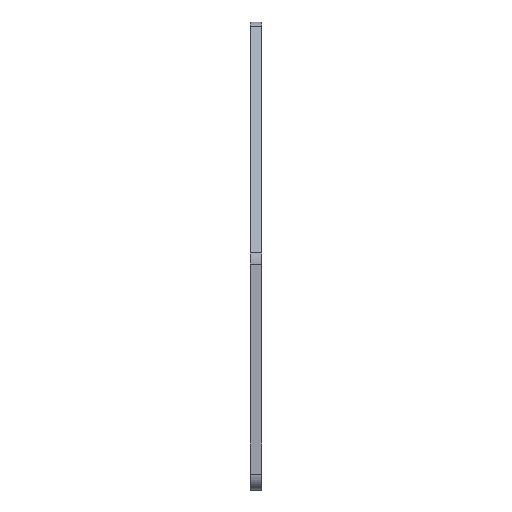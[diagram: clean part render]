
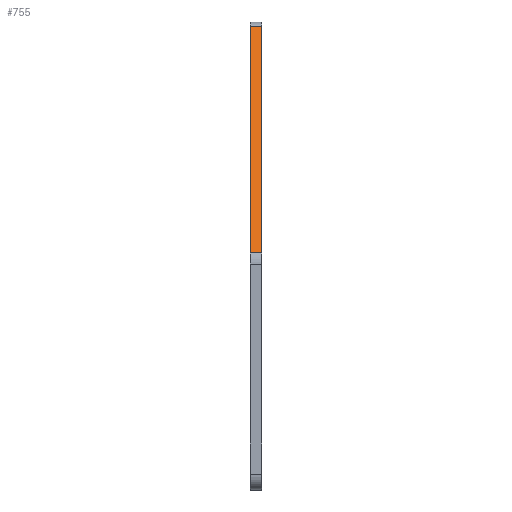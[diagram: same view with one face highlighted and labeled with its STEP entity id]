
A CAD part, left-side view. The second image highlights one B-rep face of the part: STEP entity #755.
In plain terms, the highlighted planar face has unit normal (-0.707, 0, 0.707).
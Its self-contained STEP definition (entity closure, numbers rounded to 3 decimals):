
#35 = ORIENTED_EDGE ( 'NONE', *, *, #1292, .F. ) ;
#38 = CARTESIAN_POINT ( 'NONE',  ( -14.793, 0., 44.5 ) ) ;
#67 = LINE ( 'NONE', #38, #467 ) ;
#78 = LINE ( 'NONE', #585, #1419 ) ;
#159 = ORIENTED_EDGE ( 'NONE', *, *, #1276, .F. ) ;
#162 = DIRECTION ( 'NONE',  ( 0., -1., 0. ) ) ;
#186 = CARTESIAN_POINT ( 'NONE',  ( -15.379, 1.5, 43.914 ) ) ;
#243 = EDGE_LOOP ( 'NONE', ( #671, #1596, #159, #35 ) ) ;
#286 = CARTESIAN_POINT ( 'NONE',  ( -43.914, 0., 15.379 ) ) ;
#314 = VECTOR ( 'NONE', #470, 1000. ) ;
#393 = DIRECTION ( 'NONE',  ( 0., 1., 0. ) ) ;
#395 = VERTEX_POINT ( 'NONE', #1327 ) ;
#445 = CARTESIAN_POINT ( 'NONE',  ( -14.793, 1.5, 44.5 ) ) ;
#467 = VECTOR ( 'NONE', #1236, 1000. ) ;
#470 = DIRECTION ( 'NONE',  ( -0.707, 0., -0.707 ) ) ;
#489 = CARTESIAN_POINT ( 'NONE',  ( -15.379, 0., 43.914 ) ) ;
#499 = AXIS2_PLACEMENT_3D ( 'NONE', #868, #1002, #1123 ) ;
#585 = CARTESIAN_POINT ( 'NONE',  ( -15.379, 0., 43.914 ) ) ;
#601 = FACE_OUTER_BOUND ( 'NONE', #243, .T. ) ;
#623 = VECTOR ( 'NONE', #393, 1000. ) ;
#671 = ORIENTED_EDGE ( 'NONE', *, *, #1194, .T. ) ;
#694 = VERTEX_POINT ( 'NONE', #186 ) ;
#755 = ADVANCED_FACE ( 'NONE', ( #601 ), #1525, .T. ) ;
#782 = LINE ( 'NONE', #286, #623 ) ;
#868 = CARTESIAN_POINT ( 'NONE',  ( -14.793, 0., 44.5 ) ) ;
#894 = CARTESIAN_POINT ( 'NONE',  ( -43.914, 0., 15.379 ) ) ;
#1002 = DIRECTION ( 'NONE',  ( -0.707, 0., 0.707 ) ) ;
#1008 = VERTEX_POINT ( 'NONE', #489 ) ;
#1123 = DIRECTION ( 'NONE',  ( -0.707, 0., -0.707 ) ) ;
#1137 = VERTEX_POINT ( 'NONE', #894 ) ;
#1150 = EDGE_CURVE ( 'NONE', #1137, #395, #782, .T. ) ;
#1194 = EDGE_CURVE ( 'NONE', #694, #395, #1587, .T. ) ;
#1236 = DIRECTION ( 'NONE',  ( -0.707, 0., -0.707 ) ) ;
#1276 = EDGE_CURVE ( 'NONE', #1008, #1137, #67, .T. ) ;
#1292 = EDGE_CURVE ( 'NONE', #694, #1008, #78, .T. ) ;
#1327 = CARTESIAN_POINT ( 'NONE',  ( -43.914, 1.5, 15.379 ) ) ;
#1419 = VECTOR ( 'NONE', #162, 1000. ) ;
#1525 = PLANE ( 'NONE',  #499 ) ;
#1587 = LINE ( 'NONE', #445, #314 ) ;
#1596 = ORIENTED_EDGE ( 'NONE', *, *, #1150, .F. ) ;
